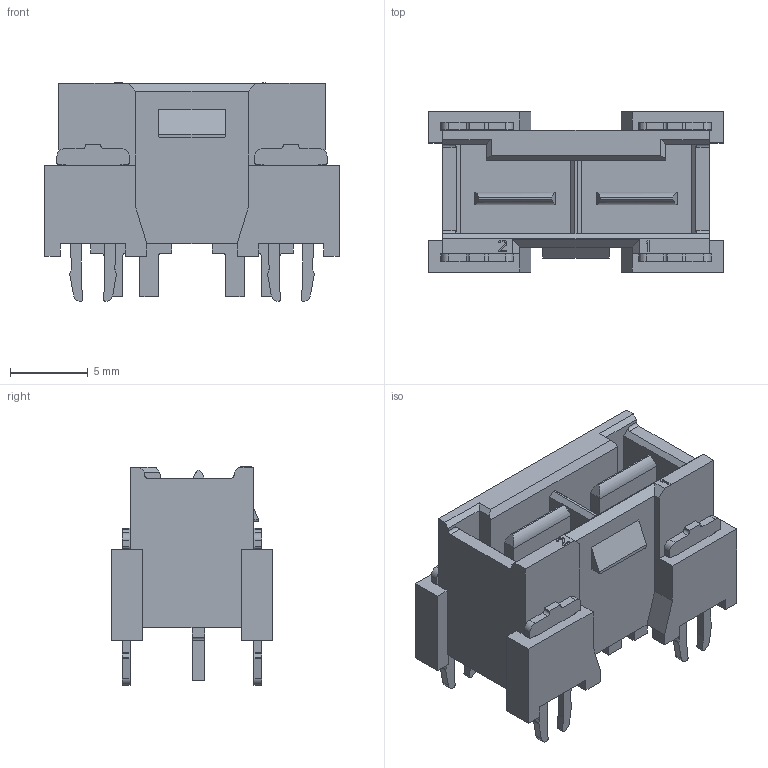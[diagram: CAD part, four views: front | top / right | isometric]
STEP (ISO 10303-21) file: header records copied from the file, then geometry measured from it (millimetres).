
FILE_DESCRIPTION((''),'2;1');
FILE_NAME('C-2042274-2','2018-02-02T',('workeradm'),('TE Connectivity Ltd.'),'CREO PARAMETRIC BY PTC INC, 2016050','CREO PARAMETRIC BY PTC INC, 2016050','');
FILE_SCHEMA(('AUTOMOTIVE_DESIGN { 1 0 10303 214 1 1 1 1 }'));
Length unit declared in the file: millimetre
Products named in the file (1): C-2042274-2
Bounding box: 18.9 x 10.3 x 14.05 mm (x, y, z)
Volume: 1080.4 mm3; surface area: 1685.4 mm2
Topology: 1 solids, 1 shells, 349 faces, 976 edges, 648 vertices
Faces by surface type: plane 267, cylinder 82
Entity records: 14124 total; most frequent: CARTESIAN_POINT 2015, ORIENTED_EDGE 1952, DIRECTION 1822, PRESENTATION_STYLE_ASSIGNMENT 977, STYLED_ITEM 977, CURVE_STYLE 976, EDGE_CURVE 976, VECTOR 804
